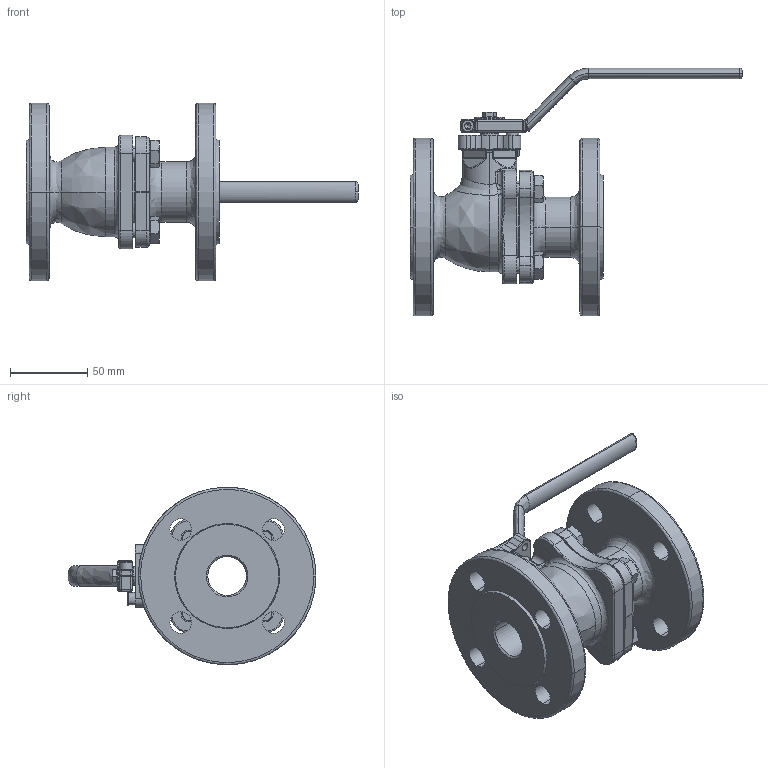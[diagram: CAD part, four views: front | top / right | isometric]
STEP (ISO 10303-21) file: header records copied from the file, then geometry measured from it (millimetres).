
FILE_DESCRIPTION (( 'STEP AP214' ), '1' );
FILE_NAME ('Fig. 150 DN-025.STEP', '2020-10-15T08:07:15', ( '' ), ( '' ), 'SwSTEP 2.0', 'SolidWorks 2020', '' );
FILE_SCHEMA (( 'AUTOMOTIVE_DESIGN' ));
Length unit declared in the file: millimetre
Products named in the file (1): Fig. 150  DN-025
Bounding box: 215 x 160.5 x 115 mm (x, y, z)
Volume: 455211.8 mm3; surface area: 119692.6 mm2
Topology: 15 solids, 15 shells, 762 faces, 1780 edges, 1061 vertices
Faces by surface type: cylinder 243, plane 208, bspline 180, cone 111, sphere 15, torus 5
Entity records: 42408 total; most frequent: CARTESIAN_POINT 17535, ORIENTED_EDGE 3522, DIRECTION 3233, EDGE_CURVE 1761, AXIS2_PLACEMENT_3D 1333, VERTEX_POINT 1059, EDGE_LOOP 850, UNCERTAINTY_MEASURE_WITH_UNIT 779
